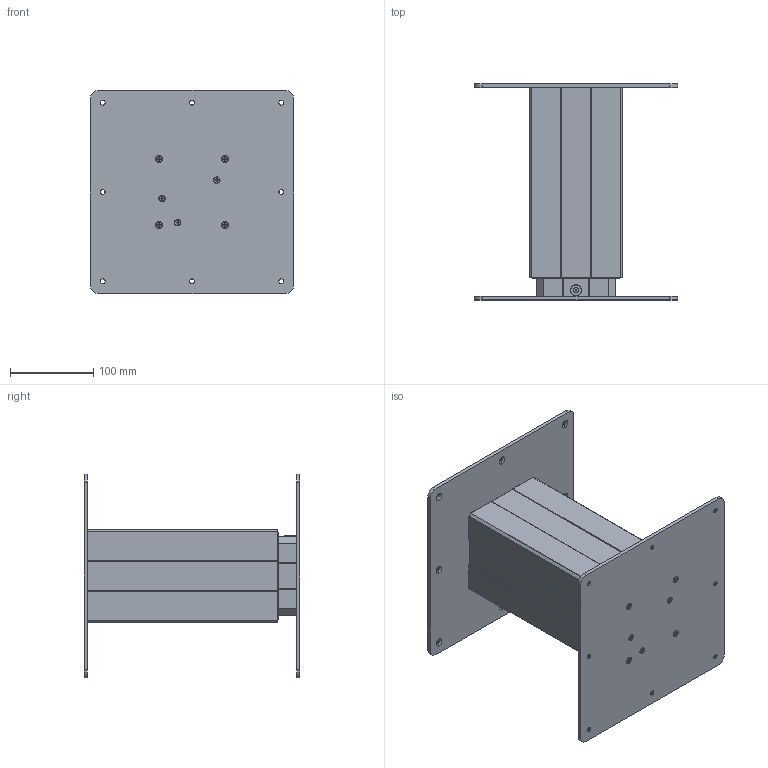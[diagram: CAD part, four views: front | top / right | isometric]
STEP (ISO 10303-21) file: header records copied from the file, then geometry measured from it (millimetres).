
FILE_DESCRIPTION (( 'STEP AP203' ), '1' );
FILE_NAME ('260萇雄笢臏.STEP', '2025-12-16T06:03:41', ( 'Microsoft' ), ( 'MS' ), 'SwSTEP 2.0', 'SolidWorks 2018', '' );
FILE_SCHEMA (( 'CONFIG_CONTROL_DESIGN' ));
Length unit declared in the file: millimetre
Products named in the file (7): 湮臏; 狟沺啣; 蹟佪; 苤臏; 奻沺啣; 笢臏; 260萇雄笢臏
Assembly tree (18 placements, depth 2):
  260萇雄笢臏
    奻沺啣
    狟沺啣
    湮臏
    笢臏
    苤臏
    蹟佪  x13
Bounding box: 245 x 260.05 x 245 mm (x, y, z)
Volume: 759155.9 mm3; surface area: 813423.7 mm2
Topology: 18 solids, 18 shells, 654 faces, 1720 edges, 1117 vertices
Faces by surface type: plane 308, cylinder 180, cone 110, bspline 52, sphere 2, torus 2
Entity records: 11439 total; most frequent: CARTESIAN_POINT 1826, DIRECTION 1800, ORIENTED_EDGE 1752, EDGE_CURVE 876, VECTOR 630, LINE 630, AXIS2_PLACEMENT_3D 585, VERTEX_POINT 563
